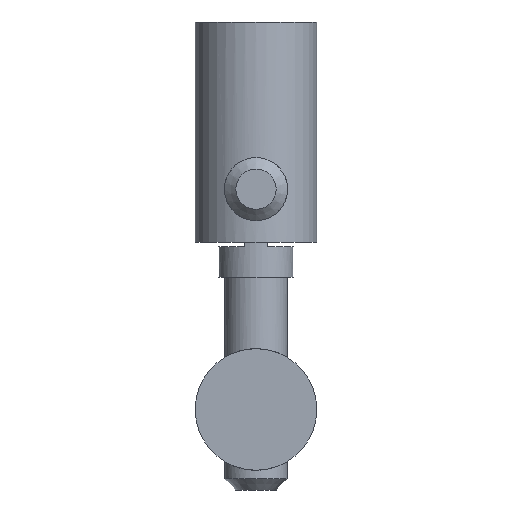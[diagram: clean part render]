
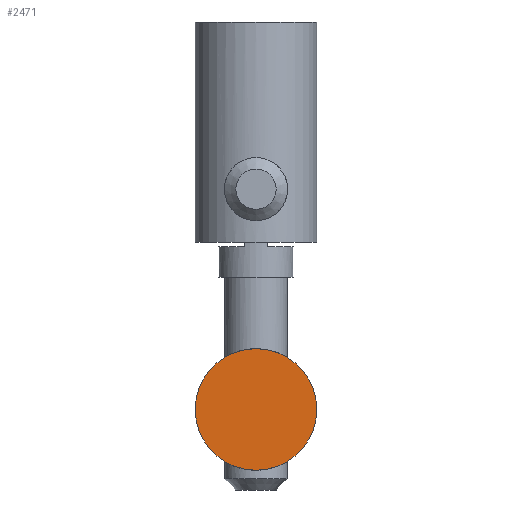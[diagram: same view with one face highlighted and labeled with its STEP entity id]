
A CAD part, left-side view. The second image highlights one B-rep face of the part: STEP entity #2471.
In plain terms, the highlighted planar face has unit normal (-1, 0, 0).
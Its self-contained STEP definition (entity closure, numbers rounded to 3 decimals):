
#1377=PLANE('',#2391);
#1584=ORIENTED_EDGE('',*,*,#1815,.F.);
#1640=CIRCLE('',#2364,8.);
#1712=VERTEX_POINT('',#5651);
#1815=EDGE_CURVE('',#1712,#1712,#1640,.T.);
#1931=EDGE_LOOP('',(#1584));
#2017=FACE_BOUND('',#1931,.T.);
#2199=DIRECTION('',(1.,0.,0.));
#2200=DIRECTION('',(0.,0.,-8.));
#2263=DIRECTION('',(-1.,0.,0.));
#2264=DIRECTION('',(0.,1.,0.));
#2364=AXIS2_PLACEMENT_3D('',#5652,#2199,#2200);
#2391=AXIS2_PLACEMENT_3D('',#5911,#2263,#2264);
#2471=ADVANCED_FACE('',(#2017),#1377,.T.);
#5651=CARTESIAN_POINT('',(21.5,-29.,-8.));
#5652=CARTESIAN_POINT('',(21.5,-29.,0.));
#5911=CARTESIAN_POINT('',(21.5,-20.36,8.64));
